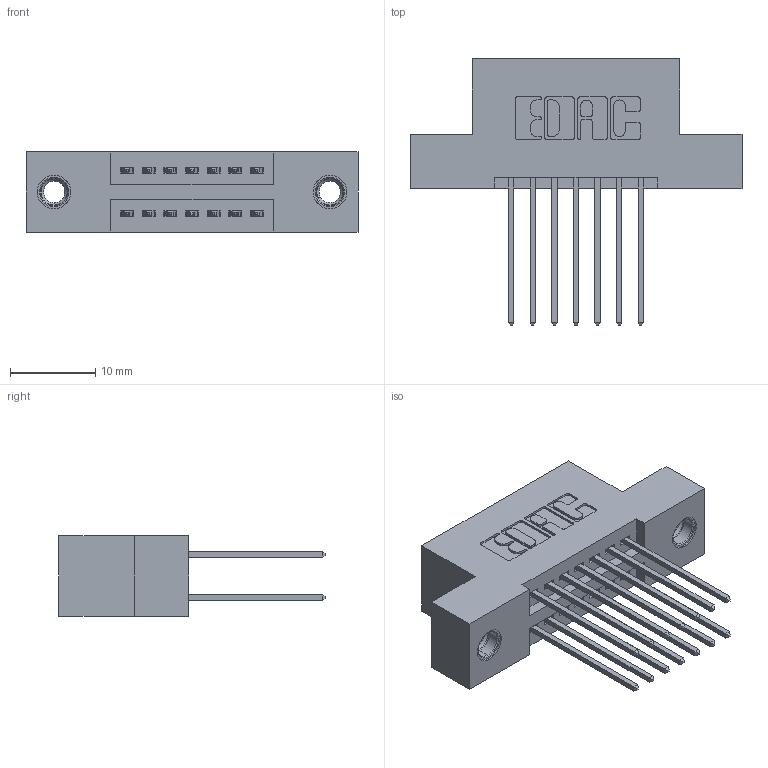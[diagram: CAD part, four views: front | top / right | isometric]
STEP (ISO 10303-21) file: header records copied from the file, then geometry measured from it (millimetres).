
FILE_DESCRIPTION (( 'STEP AP203' ), '1' );
FILE_NAME ('345-014-542-207.STEP', '2018-08-18T10:38:26', ( '' ), ( '' ), 'SwSTEP 2.0', 'SolidWorks 2016', '' );
FILE_SCHEMA (( 'CONFIG_CONTROL_DESIGN' ));
Length unit declared in the file: inch
Products named in the file (4): 345-292-001_345-293-142; 345-250-001_345-250-005-103; 345-014-542-207; 345 Part_Flush Mounting Lugs - 0.156 Dia-TI
Assembly tree (17 placements, depth 2):
  345-014-542-207
    345 Part_Flush Mounting Lugs - 0.156 Dia-TI
    345-292-001_345-293-142  x14
    345-250-001_345-250-005-103  x2
Bounding box: 38.99 x 31.29 x 9.4 mm (x, y, z)
Volume: 3514.3 mm3; surface area: 4849.7 mm2
Topology: 17 solids, 17 shells, 886 faces, 2563 edges, 1682 vertices
Faces by surface type: plane 574, cylinder 296, cone 12, torus 4
Entity records: 11408 total; most frequent: CARTESIAN_POINT 1927, ORIENTED_EDGE 1854, DIRECTION 1769, EDGE_CURVE 927, VECTOR 747, LINE 747, VERTEX_POINT 612, AXIS2_PLACEMENT_3D 511
